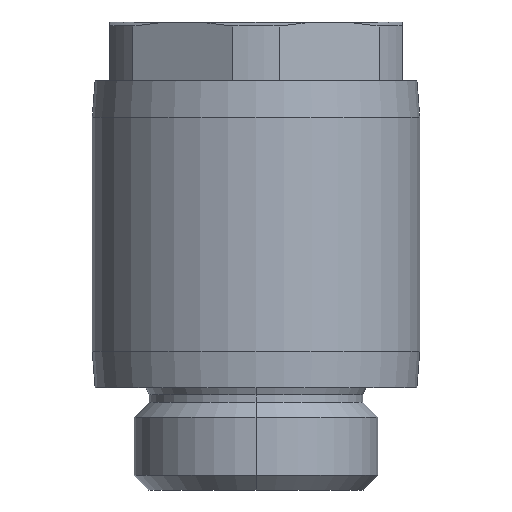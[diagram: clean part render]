
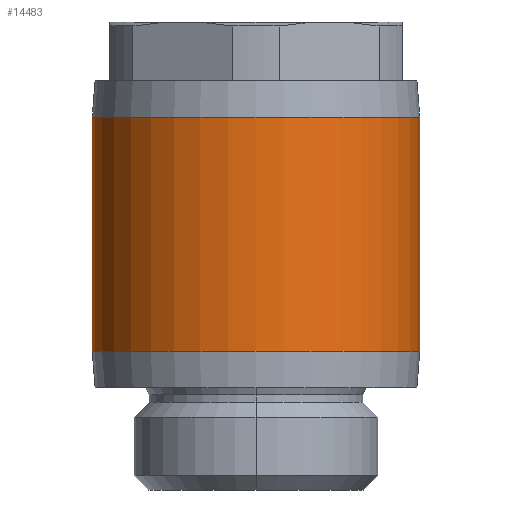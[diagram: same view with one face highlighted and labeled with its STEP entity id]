
A CAD part, left-side view. The second image highlights one B-rep face of the part: STEP entity #14483.
In plain terms, the highlighted cylindrical face has radius 11.2 mm (diameter 22.4 mm), a partial arc.
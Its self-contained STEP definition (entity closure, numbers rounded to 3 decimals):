
#1102 = CARTESIAN_POINT ( 'NONE',  ( 6.6, -11.2, 8. ) ) ;
#1112 = CARTESIAN_POINT ( 'NONE',  ( 6.6, 11.2, 0. ) ) ;
#1443 = ORIENTED_EDGE ( 'NONE', *, *, #5380, .T. ) ;
#2324 = ORIENTED_EDGE ( 'NONE', *, *, #15328, .F. ) ;
#2438 = DIRECTION ( 'NONE',  ( 0., 0., 1. ) ) ;
#2898 = CARTESIAN_POINT ( 'NONE',  ( 6.6, -11.2, -8. ) ) ;
#5180 = VECTOR ( 'NONE', #2438, 1000. ) ;
#5380 = EDGE_CURVE ( 'NONE', #13542, #10140, #10052, .T. ) ;
#5589 = DIRECTION ( 'NONE',  ( 0., 0., 1. ) ) ;
#6161 = VERTEX_POINT ( 'NONE', #16193 ) ;
#6683 = ORIENTED_EDGE ( 'NONE', *, *, #11826, .T. ) ;
#6979 = DIRECTION ( 'NONE',  ( 0., -1., 0. ) ) ;
#8343 = DIRECTION ( 'NONE',  ( 0., -1., 0. ) ) ;
#8973 = DIRECTION ( 'NONE',  ( -1., 0., 0. ) ) ;
#9131 = FACE_OUTER_BOUND ( 'NONE', #12370, .T. ) ;
#9413 = AXIS2_PLACEMENT_3D ( 'NONE', #15003, #16045, #8343 ) ;
#9547 = DIRECTION ( 'NONE',  ( 0., 0., -1. ) ) ;
#10052 = CIRCLE ( 'NONE', #10662, 11.2 ) ;
#10072 = CIRCLE ( 'NONE', #14382, 11.2 ) ;
#10140 = VERTEX_POINT ( 'NONE', #1102 ) ;
#10662 = AXIS2_PLACEMENT_3D ( 'NONE', #15828, #9547, #6979 ) ;
#11826 = EDGE_CURVE ( 'NONE', #6161, #13542, #14132, .T. ) ;
#12092 = CYLINDRICAL_SURFACE ( 'NONE', #9413, 11.2 ) ;
#12370 = EDGE_LOOP ( 'NONE', ( #2324, #6683, #1443, #12633 ) ) ;
#12633 = ORIENTED_EDGE ( 'NONE', *, *, #12735, .F. ) ;
#12735 = EDGE_CURVE ( 'NONE', #13818, #10140, #14108, .T. ) ;
#12739 = CARTESIAN_POINT ( 'NONE',  ( 6.6, 0., -8. ) ) ;
#13299 = CARTESIAN_POINT ( 'NONE',  ( 6.6, -11.2, 0. ) ) ;
#13542 = VERTEX_POINT ( 'NONE', #15112 ) ;
#13712 = VECTOR ( 'NONE', #5589, 1000. ) ;
#13818 = VERTEX_POINT ( 'NONE', #2898 ) ;
#14108 = LINE ( 'NONE', #13299, #13712 ) ;
#14132 = LINE ( 'NONE', #1112, #5180 ) ;
#14382 = AXIS2_PLACEMENT_3D ( 'NONE', #12739, #15312, #8973 ) ;
#14483 = ADVANCED_FACE ( 'NONE', ( #9131 ), #12092, .T. ) ;
#15003 = CARTESIAN_POINT ( 'NONE',  ( 6.6, 0., 0. ) ) ;
#15112 = CARTESIAN_POINT ( 'NONE',  ( 6.6, 11.2, 8. ) ) ;
#15312 = DIRECTION ( 'NONE',  ( 0., 0., -1. ) ) ;
#15328 = EDGE_CURVE ( 'NONE', #6161, #13818, #10072, .T. ) ;
#15828 = CARTESIAN_POINT ( 'NONE',  ( 6.6, 0., 8. ) ) ;
#16045 = DIRECTION ( 'NONE',  ( 0., 0., 1. ) ) ;
#16193 = CARTESIAN_POINT ( 'NONE',  ( 6.6, 11.2, -8. ) ) ;
